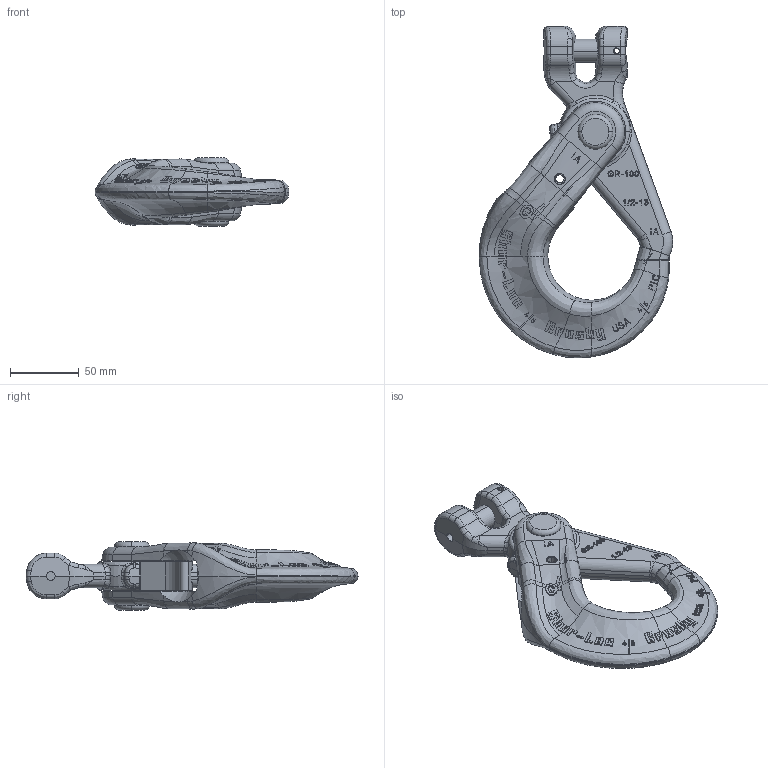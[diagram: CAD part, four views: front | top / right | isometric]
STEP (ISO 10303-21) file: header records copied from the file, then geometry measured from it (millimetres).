
FILE_DESCRIPTION((''),'2;1');
FILE_NAME('CROSBY_1317_050-13MM_1029027','2010-04-19T',('Alan Doughty'),('The Crosby Group, Inc.'),'PRO/ENGINEER BY PARAMETRIC TECHNOLOGY CORPORATION, 2009300','PRO/ENGINEER BY PARAMETRIC TECHNOLOGY CORPORATION, 2009300','');
FILE_SCHEMA(('CONFIG_CONTROL_DESIGN'));
Length unit declared in the file: inch
Products named in the file (1): CROSBY_1317_050-13MM_1029027
Bounding box: 140.97 x 241.48 x 49.53 mm (x, y, z)
Volume: 407439.4 mm3; surface area: 83715.9 mm2
Topology: 3 solids, 3 shells, 977 faces, 2479 edges, 1555 vertices
Faces by surface type: plane 456, bspline 263, cylinder 134, extrusion 63, cone 31, torus 30
Entity records: 42793 total; most frequent: CARTESIAN_POINT 22136, ORIENTED_EDGE 4958, DIRECTION 3038, EDGE_CURVE 2479, VERTEX_POINT 1555, B_SPLINE_CURVE_WITH_KNOTS 1189, VECTOR 1096, EDGE_LOOP 1052
